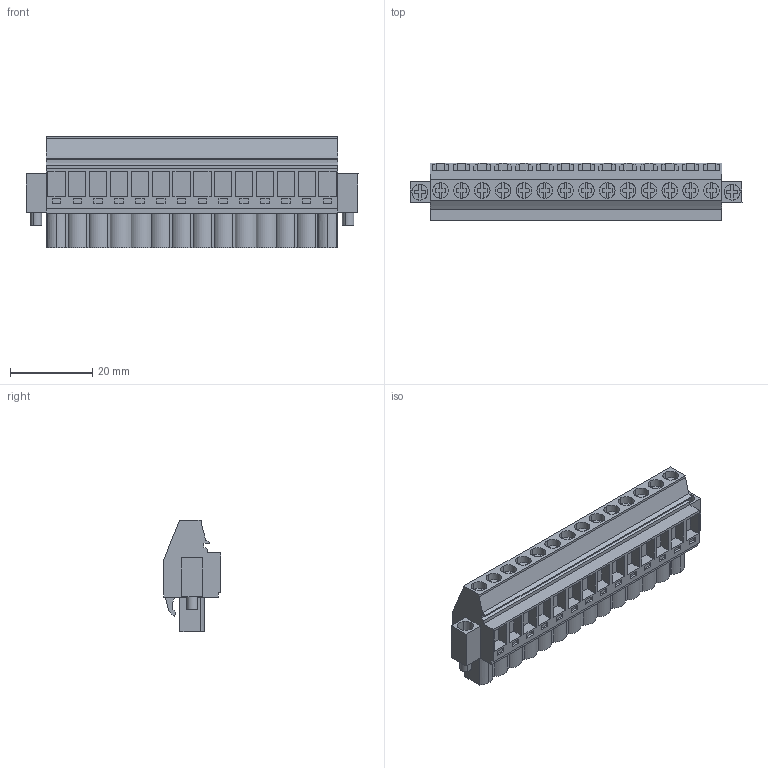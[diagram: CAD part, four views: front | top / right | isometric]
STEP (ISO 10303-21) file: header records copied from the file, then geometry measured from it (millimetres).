
FILE_DESCRIPTION(('CATIA V5 STEP','CAx-IF Rec.Pracs.--- Model Styling and Organization---1.2---2011-12-15'),'2;1');
FILE_NAME ('D1460170_0_1950430000_1950430000.stp','2017-09-09T10:09:30+00:00',('none'),('Weidmueller'),'CATIA Version 5-6 Release 2014','CATIA V5 STEP AP214','none');
FILE_SCHEMA(('AUTOMOTIVE_DESIGN { 1 0 10303 214 1 1 1 1 }'));
Length unit declared in the file: millimetre
Products named in the file (1): 1950430000
Bounding box: 80.92 x 14.1 x 27.1 mm (x, y, z)
Volume: 16556.4 mm3; surface area: 10185.3 mm2
Topology: 17 solids, 17 shells, 968 faces, 2696 edges, 1825 vertices
Faces by surface type: plane 820, cylinder 144, extrusion 4
Entity records: 29232 total; most frequent: CARTESIAN_POINT 5658, ORIENTED_EDGE 5392, DIRECTION 3918, EDGE_CURVE 2696, VECTOR 2340, LINE 2336, VERTEX_POINT 1825, EDGE_LOOP 1037
